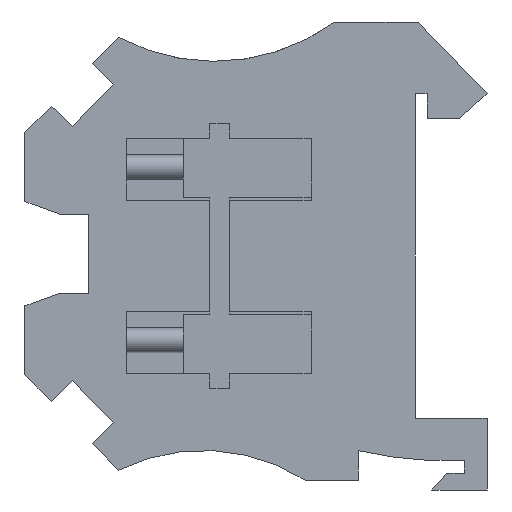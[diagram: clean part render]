
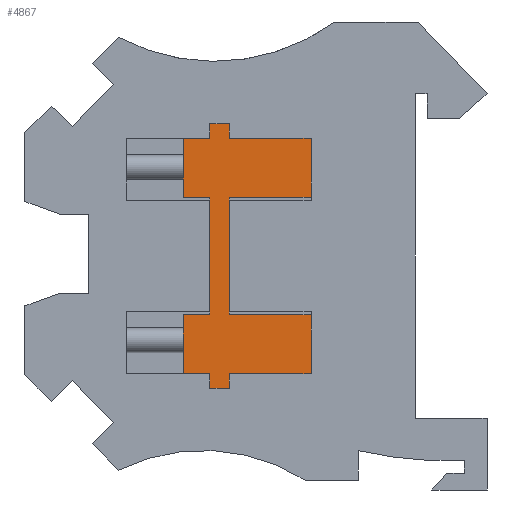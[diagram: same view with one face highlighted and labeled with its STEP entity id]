
A CAD part, left-side view. The second image highlights one B-rep face of the part: STEP entity #4867.
In plain terms, the highlighted planar face has unit normal (-1, 0, 0).
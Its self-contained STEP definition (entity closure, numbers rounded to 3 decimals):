
#1508=DIRECTION('',(0.,1.,0.));
#1509=VECTOR('',#1508,2.7);
#1510=CARTESIAN_POINT('',(0.1,28.2,11.832));
#1511=LINE('',#1510,#1509);
#1618=DIRECTION('',(0.,0.,1.));
#1619=VECTOR('',#1618,6.);
#1620=CARTESIAN_POINT('',(0.1,17.9,11.832));
#1621=LINE('',#1620,#1619);
#1634=DIRECTION('',(0.,0.,-1.));
#1635=VECTOR('',#1634,6.);
#1636=CARTESIAN_POINT('',(0.1,30.9,17.832));
#1637=LINE('',#1636,#1635);
#1638=DIRECTION('',(0.,1.,0.));
#1639=VECTOR('',#1638,2.7);
#1640=CARTESIAN_POINT('',(0.1,28.2,17.832));
#1641=LINE('',#1640,#1639);
#1642=DIRECTION('',(0.,0.,-1.));
#1643=VECTOR('',#1642,0.3);
#1644=CARTESIAN_POINT('',(0.1,28.2,18.132));
#1645=LINE('',#1644,#1643);
#1646=DIRECTION('',(0.,0.,-1.));
#1647=VECTOR('',#1646,0.3);
#1648=CARTESIAN_POINT('',(0.1,28.2,29.768));
#1649=LINE('',#1648,#1647);
#1650=DIRECTION('',(0.,-1.,0.));
#1651=VECTOR('',#1650,2.7);
#1652=CARTESIAN_POINT('',(0.1,30.9,29.768));
#1653=LINE('',#1652,#1651);
#1654=DIRECTION('',(0.,0.,-1.));
#1655=VECTOR('',#1654,6.);
#1656=CARTESIAN_POINT('',(0.1,30.9,35.768));
#1657=LINE('',#1656,#1655);
#1658=DIRECTION('',(0.,-1.,0.));
#1659=VECTOR('',#1658,8.3);
#1660=CARTESIAN_POINT('',(0.1,26.2,29.768));
#1661=LINE('',#1660,#1659);
#1662=DIRECTION('',(0.,0.,1.));
#1663=VECTOR('',#1662,0.3);
#1664=CARTESIAN_POINT('',(0.1,26.2,29.468));
#1665=LINE('',#1664,#1663);
#1666=DIRECTION('',(0.,0.,1.));
#1667=VECTOR('',#1666,0.3);
#1668=CARTESIAN_POINT('',(0.1,26.2,17.832));
#1669=LINE('',#1668,#1667);
#1670=DIRECTION('',(0.,1.,0.));
#1671=VECTOR('',#1670,8.3);
#1672=CARTESIAN_POINT('',(0.1,17.9,17.832));
#1673=LINE('',#1672,#1671);
#1704=DIRECTION('',(0.,1.,0.));
#1705=VECTOR('',#1704,2.7);
#1706=CARTESIAN_POINT('',(0.1,28.2,35.768));
#1707=LINE('',#1706,#1705);
#1730=DIRECTION('',(0.,0.,-1.));
#1731=VECTOR('',#1730,11.336);
#1732=CARTESIAN_POINT('',(0.1,28.2,29.468));
#1733=LINE('',#1732,#1731);
#1776=DIRECTION('',(0.,0.,-1.));
#1777=VECTOR('',#1776,1.5);
#1778=CARTESIAN_POINT('',(0.1,28.2,37.268));
#1779=LINE('',#1778,#1777);
#1784=DIRECTION('',(0.,1.,0.));
#1785=VECTOR('',#1784,2.);
#1786=CARTESIAN_POINT('',(0.1,26.2,37.268));
#1787=LINE('',#1786,#1785);
#1792=DIRECTION('',(0.,0.,1.));
#1793=VECTOR('',#1792,1.5);
#1794=CARTESIAN_POINT('',(0.1,26.2,35.768));
#1795=LINE('',#1794,#1793);
#1800=DIRECTION('',(0.,1.,0.));
#1801=VECTOR('',#1800,8.3);
#1802=CARTESIAN_POINT('',(0.1,17.9,35.768));
#1803=LINE('',#1802,#1801);
#1812=DIRECTION('',(0.,0.,1.));
#1813=VECTOR('',#1812,6.);
#1814=CARTESIAN_POINT('',(0.1,17.9,29.768));
#1815=LINE('',#1814,#1813);
#1832=DIRECTION('',(0.,0.,1.));
#1833=VECTOR('',#1832,11.336);
#1834=CARTESIAN_POINT('',(0.1,26.2,18.132));
#1835=LINE('',#1834,#1833);
#1840=DIRECTION('',(0.,-1.,0.));
#1841=VECTOR('',#1840,8.3);
#1842=CARTESIAN_POINT('',(0.1,26.2,11.832));
#1843=LINE('',#1842,#1841);
#1848=DIRECTION('',(0.,0.,1.));
#1849=VECTOR('',#1848,1.5);
#1850=CARTESIAN_POINT('',(0.1,26.2,10.332));
#1851=LINE('',#1850,#1849);
#1856=DIRECTION('',(0.,-1.,0.));
#1857=VECTOR('',#1856,2.);
#1858=CARTESIAN_POINT('',(0.1,28.2,10.332));
#1859=LINE('',#1858,#1857);
#1864=DIRECTION('',(0.,0.,-1.));
#1865=VECTOR('',#1864,1.5);
#1866=CARTESIAN_POINT('',(0.1,28.2,11.832));
#1867=LINE('',#1866,#1865);
#2260=CARTESIAN_POINT('',(0.1,30.9,29.768));
#2261=CARTESIAN_POINT('',(0.1,28.2,29.768));
#2262=VERTEX_POINT('',#2260);
#2263=VERTEX_POINT('',#2261);
#2264=CARTESIAN_POINT('',(0.1,28.2,17.832));
#2265=CARTESIAN_POINT('',(0.1,30.9,17.832));
#2266=VERTEX_POINT('',#2264);
#2267=VERTEX_POINT('',#2265);
#2296=CARTESIAN_POINT('',(0.1,30.9,11.832));
#2297=VERTEX_POINT('',#2296);
#2298=CARTESIAN_POINT('',(0.1,17.9,17.832));
#2299=VERTEX_POINT('',#2298);
#2300=CARTESIAN_POINT('',(0.1,26.2,18.132));
#2301=VERTEX_POINT('',#2300);
#2302=CARTESIAN_POINT('',(0.1,26.2,29.468));
#2303=VERTEX_POINT('',#2302);
#2304=CARTESIAN_POINT('',(0.1,17.9,29.768));
#2305=VERTEX_POINT('',#2304);
#2306=CARTESIAN_POINT('',(0.1,30.9,35.768));
#2307=VERTEX_POINT('',#2306);
#2308=CARTESIAN_POINT('',(0.1,28.2,29.468));
#2309=VERTEX_POINT('',#2308);
#2310=CARTESIAN_POINT('',(0.1,28.2,18.132));
#2311=VERTEX_POINT('',#2310);
#2312=CARTESIAN_POINT('',(0.1,26.2,17.832));
#2313=VERTEX_POINT('',#2312);
#2314=CARTESIAN_POINT('',(0.1,26.2,29.768));
#2315=VERTEX_POINT('',#2314);
#2316=CARTESIAN_POINT('',(0.1,28.2,11.832));
#2317=VERTEX_POINT('',#2316);
#2318=CARTESIAN_POINT('',(0.1,28.2,10.332));
#2319=VERTEX_POINT('',#2318);
#2320=CARTESIAN_POINT('',(0.1,26.2,10.332));
#2321=VERTEX_POINT('',#2320);
#2322=CARTESIAN_POINT('',(0.1,26.2,11.832));
#2323=VERTEX_POINT('',#2322);
#2324=CARTESIAN_POINT('',(0.1,17.9,11.832));
#2325=VERTEX_POINT('',#2324);
#2326=CARTESIAN_POINT('',(0.1,17.9,35.768));
#2327=VERTEX_POINT('',#2326);
#2328=CARTESIAN_POINT('',(0.1,26.2,35.768));
#2329=VERTEX_POINT('',#2328);
#2330=CARTESIAN_POINT('',(0.1,26.2,37.268));
#2331=VERTEX_POINT('',#2330);
#2332=CARTESIAN_POINT('',(0.1,28.2,37.268));
#2333=VERTEX_POINT('',#2332);
#2334=CARTESIAN_POINT('',(0.1,28.2,35.768));
#2335=VERTEX_POINT('',#2334);
#4818=CARTESIAN_POINT('',(0.1,0.,0.));
#4819=DIRECTION('',(-1.,0.,0.));
#4820=DIRECTION('',(0.,0.,1.));
#4821=AXIS2_PLACEMENT_3D('',#4818,#4819,#4820);
#4822=PLANE('',#4821);
#4823=ORIENTED_EDGE('',*,*,#4640,.T.);
#4824=ORIENTED_EDGE('',*,*,#4661,.F.);
#4826=ORIENTED_EDGE('',*,*,#4825,.F.);
#4828=ORIENTED_EDGE('',*,*,#4827,.F.);
#4830=ORIENTED_EDGE('',*,*,#4829,.F.);
#4832=ORIENTED_EDGE('',*,*,#4831,.F.);
#4834=ORIENTED_EDGE('',*,*,#4833,.F.);
#4836=ORIENTED_EDGE('',*,*,#4835,.F.);
#4838=ORIENTED_EDGE('',*,*,#4837,.F.);
#4840=ORIENTED_EDGE('',*,*,#4839,.F.);
#4842=ORIENTED_EDGE('',*,*,#4841,.F.);
#4844=ORIENTED_EDGE('',*,*,#4843,.F.);
#4846=ORIENTED_EDGE('',*,*,#4845,.F.);
#4848=ORIENTED_EDGE('',*,*,#4847,.F.);
#4850=ORIENTED_EDGE('',*,*,#4849,.F.);
#4851=ORIENTED_EDGE('',*,*,#4811,.F.);
#4853=ORIENTED_EDGE('',*,*,#4852,.F.);
#4854=ORIENTED_EDGE('',*,*,#4797,.F.);
#4855=ORIENTED_EDGE('',*,*,#4751,.F.);
#4856=ORIENTED_EDGE('',*,*,#4770,.F.);
#4858=ORIENTED_EDGE('',*,*,#4857,.F.);
#4860=ORIENTED_EDGE('',*,*,#4859,.F.);
#4862=ORIENTED_EDGE('',*,*,#4861,.F.);
#4864=ORIENTED_EDGE('',*,*,#4863,.F.);
#4865=EDGE_LOOP('',(#4823,#4824,#4826,#4828,#4830,#4832,#4834,#4836,#4838,#4840,
#4842,#4844,#4846,#4848,#4850,#4851,#4853,#4854,#4855,#4856,#4858,#4860,#4862,
#4864));
#4866=FACE_OUTER_BOUND('',#4865,.F.);
#4640=EDGE_CURVE('',#2317,#2297,#1511,.T.);
#4661=EDGE_CURVE('',#2267,#2297,#1637,.T.);
#4751=EDGE_CURVE('',#2299,#2313,#1673,.T.);
#4770=EDGE_CURVE('',#2325,#2299,#1621,.T.);
#4797=EDGE_CURVE('',#2313,#2301,#1669,.T.);
#4811=EDGE_CURVE('',#2303,#2315,#1665,.T.);
#4825=EDGE_CURVE('',#2266,#2267,#1641,.T.);
#4827=EDGE_CURVE('',#2311,#2266,#1645,.T.);
#4829=EDGE_CURVE('',#2309,#2311,#1733,.T.);
#4831=EDGE_CURVE('',#2263,#2309,#1649,.T.);
#4833=EDGE_CURVE('',#2262,#2263,#1653,.T.);
#4835=EDGE_CURVE('',#2307,#2262,#1657,.T.);
#4837=EDGE_CURVE('',#2335,#2307,#1707,.T.);
#4839=EDGE_CURVE('',#2333,#2335,#1779,.T.);
#4841=EDGE_CURVE('',#2331,#2333,#1787,.T.);
#4843=EDGE_CURVE('',#2329,#2331,#1795,.T.);
#4845=EDGE_CURVE('',#2327,#2329,#1803,.T.);
#4847=EDGE_CURVE('',#2305,#2327,#1815,.T.);
#4849=EDGE_CURVE('',#2315,#2305,#1661,.T.);
#4852=EDGE_CURVE('',#2301,#2303,#1835,.T.);
#4857=EDGE_CURVE('',#2323,#2325,#1843,.T.);
#4859=EDGE_CURVE('',#2321,#2323,#1851,.T.);
#4861=EDGE_CURVE('',#2319,#2321,#1859,.T.);
#4863=EDGE_CURVE('',#2317,#2319,#1867,.T.);
#4867=ADVANCED_FACE('',(#4866),#4822,.T.);
